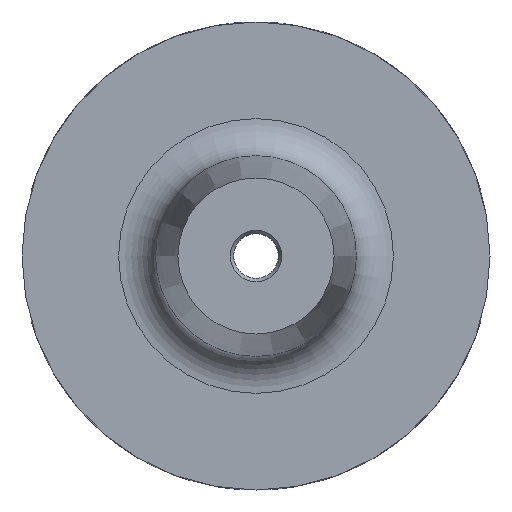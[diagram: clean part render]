
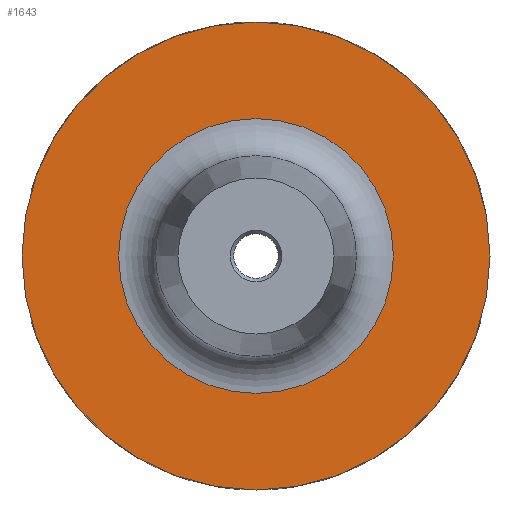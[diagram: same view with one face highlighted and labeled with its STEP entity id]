
A CAD part, left-side view. The second image highlights one B-rep face of the part: STEP entity #1643.
In plain terms, the highlighted planar face has unit normal (-1, 0, 0).
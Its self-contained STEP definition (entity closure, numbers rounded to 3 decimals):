
#141=FACE_BOUND('',#368,.T.);
#178=PLANE('',#1850);
#268=FACE_OUTER_BOUND('',#367,.T.);
#367=EDGE_LOOP('',(#1465,#1466));
#368=EDGE_LOOP('',(#1467,#1468));
#605=CIRCLE('',#1848,18.5);
#606=CIRCLE('',#1849,18.5);
#607=CIRCLE('',#1851,31.5);
#608=CIRCLE('',#1852,31.5);
#777=VERTEX_POINT('',#4048);
#778=VERTEX_POINT('',#4050);
#779=VERTEX_POINT('',#4054);
#780=VERTEX_POINT('',#4055);
#1026=EDGE_CURVE('',#778,#777,#605,.T.);
#1027=EDGE_CURVE('',#777,#778,#606,.T.);
#1028=EDGE_CURVE('',#779,#780,#607,.T.);
#1029=EDGE_CURVE('',#780,#779,#608,.T.);
#1465=ORIENTED_EDGE('',*,*,#1028,.F.);
#1466=ORIENTED_EDGE('',*,*,#1029,.F.);
#1467=ORIENTED_EDGE('',*,*,#1026,.T.);
#1468=ORIENTED_EDGE('',*,*,#1027,.T.);
#1643=ADVANCED_FACE('',(#268,#141),#178,.T.);
#1848=AXIS2_PLACEMENT_3D('',#4051,#2285,#2286);
#1849=AXIS2_PLACEMENT_3D('',#4052,#2287,#2288);
#1850=AXIS2_PLACEMENT_3D('',#4053,#2289,#2290);
#1851=AXIS2_PLACEMENT_3D('',#4056,#2291,#2292);
#1852=AXIS2_PLACEMENT_3D('',#4057,#2293,#2294);
#2285=DIRECTION('center_axis',(1.,0.,0.));
#2286=DIRECTION('ref_axis',(0.,1.,0.));
#2287=DIRECTION('center_axis',(1.,0.,0.));
#2288=DIRECTION('ref_axis',(0.,1.,0.));
#2289=DIRECTION('center_axis',(-1.,0.,0.));
#2290=DIRECTION('ref_axis',(0.,0.,1.));
#2291=DIRECTION('center_axis',(1.,0.,0.));
#2292=DIRECTION('ref_axis',(0.,1.,0.));
#2293=DIRECTION('center_axis',(1.,0.,0.));
#2294=DIRECTION('ref_axis',(0.,1.,0.));
#4048=CARTESIAN_POINT('',(-22.,0.,18.5));
#4050=CARTESIAN_POINT('',(-22.,18.5,0.));
#4051=CARTESIAN_POINT('Origin',(-22.,0.,0.));
#4052=CARTESIAN_POINT('Origin',(-22.,0.,0.));
#4053=CARTESIAN_POINT('Origin',(-22.,25.,0.));
#4054=CARTESIAN_POINT('',(-22.,31.5,0.));
#4055=CARTESIAN_POINT('',(-22.,-31.5,0.));
#4056=CARTESIAN_POINT('Origin',(-22.,0.,0.));
#4057=CARTESIAN_POINT('Origin',(-22.,0.,0.));
